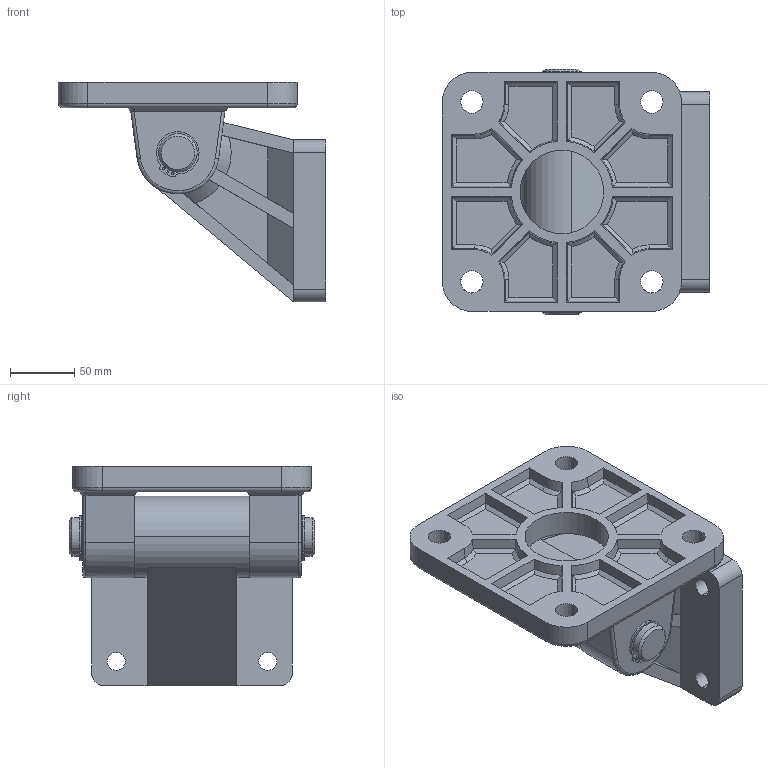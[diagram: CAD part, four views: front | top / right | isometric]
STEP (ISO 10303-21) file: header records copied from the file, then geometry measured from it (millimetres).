
FILE_DESCRIPTION (( 'STEP AP214' ), '1' );
FILE_NAME ('PMB 160 EYB.STEP', '2013-12-16T08:44:09', ( '' ), ( '' ), 'SwSTEP 2.0', 'SolidWorks 2010', '' );
FILE_SCHEMA (( 'AUTOMOTIVE_DESIGN' ));
Length unit declared in the file: millimetre
Products named in the file (5):  160   EB ; 160  EB  P軲輄Varsay齦an; 30  SEGMAN; PMB  160  YB  ; PMB 160  EYB
Assembly tree (5 placements, depth 2):
  PMB 160  EYB
    PMB  160  YB  
    160  EB  P軲輄Varsay齦an
    30  SEGMAN  x2
     160   EB 
Bounding box: 208 x 191 x 171 mm (x, y, z)
Volume: 1894201.3 mm3; surface area: 256879.9 mm2
Topology: 5 solids, 5 shells, 283 faces, 694 edges, 435 vertices
Faces by surface type: plane 145, cylinder 79, cone 48, torus 7, bspline 4
Entity records: 8043 total; most frequent: CARTESIAN_POINT 1658, DIRECTION 1307, ORIENTED_EDGE 1268, EDGE_CURVE 634, AXIS2_PLACEMENT_3D 480, VERTEX_POINT 395, LINE 347, VECTOR 347
